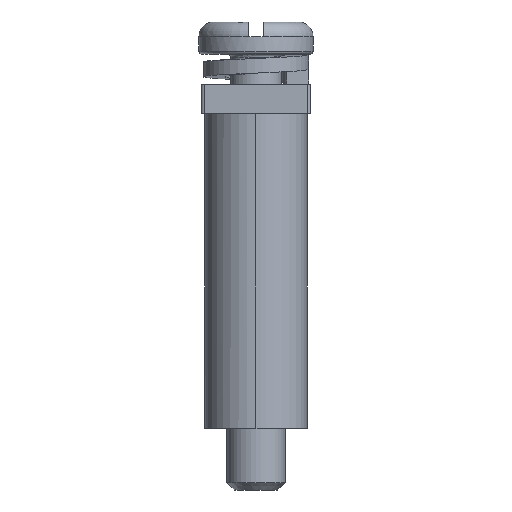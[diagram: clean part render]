
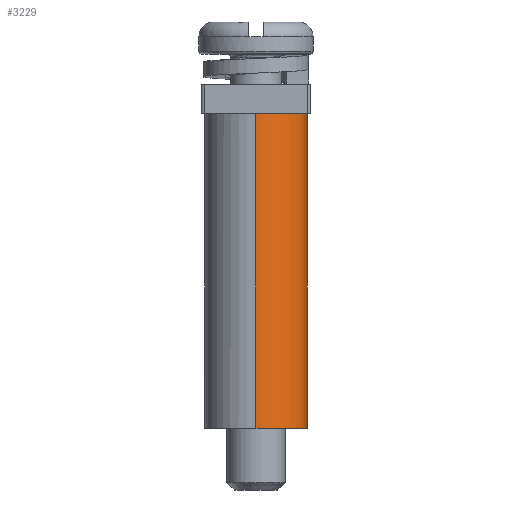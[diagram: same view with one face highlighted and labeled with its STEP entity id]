
A CAD part, left-side view. The second image highlights one B-rep face of the part: STEP entity #3229.
In plain terms, the highlighted cylindrical face has radius 3.5 mm (diameter 7 mm), a partial arc.
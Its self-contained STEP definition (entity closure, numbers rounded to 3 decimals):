
#3190=AXIS2_PLACEMENT_3D('Cylinder Axis2P3D',#3187,#3188,#3189) ;
#3218=AXIS2_PLACEMENT_3D('Circle Axis2P3D',#3216,#3217,$) ;
#2662=CARTESIAN_POINT('Control Point',(7.4,3.9,25.726)) ;
#2663=CARTESIAN_POINT('Control Point',(7.4,3.533,25.726)) ;
#2664=CARTESIAN_POINT('Control Point',(7.352,3.167,25.726)) ;
#2665=CARTESIAN_POINT('Control Point',(7.256,2.809,25.726)) ;
#2666=CARTESIAN_POINT('Control Point',(6.972,2.126,25.726)) ;
#2667=CARTESIAN_POINT('Control Point',(6.523,1.539,25.726)) ;
#2668=CARTESIAN_POINT('Control Point',(6.26,1.276,25.726)) ;
#2669=CARTESIAN_POINT('Control Point',(5.673,0.827,25.726)) ;
#2670=CARTESIAN_POINT('Control Point',(4.991,0.544,25.726)) ;
#2671=CARTESIAN_POINT('Control Point',(4.633,0.448,25.726)) ;
#2672=CARTESIAN_POINT('Control Point',(4.266,0.4,25.726)) ;
#2673=CARTESIAN_POINT('Control Point',(3.9,0.4,25.726)) ;
#2674=CARTESIAN_POINT('Vertex',(7.4,3.9,25.726)) ;
#2676=CARTESIAN_POINT('Vertex',(3.9,0.4,25.726)) ;
#2708=CARTESIAN_POINT('Vertex',(0.4,3.9,25.726)) ;
#2712=CARTESIAN_POINT('Control Point',(3.9,0.4,25.726)) ;
#2713=CARTESIAN_POINT('Control Point',(3.533,0.4,25.726)) ;
#2714=CARTESIAN_POINT('Control Point',(3.167,0.448,25.726)) ;
#2715=CARTESIAN_POINT('Control Point',(2.809,0.544,25.726)) ;
#2716=CARTESIAN_POINT('Control Point',(2.126,0.828,25.726)) ;
#2717=CARTESIAN_POINT('Control Point',(1.539,1.277,25.726)) ;
#2718=CARTESIAN_POINT('Control Point',(1.276,1.54,25.726)) ;
#2719=CARTESIAN_POINT('Control Point',(0.827,2.127,25.726)) ;
#2720=CARTESIAN_POINT('Control Point',(0.544,2.809,25.726)) ;
#2721=CARTESIAN_POINT('Control Point',(0.448,3.167,25.726)) ;
#2722=CARTESIAN_POINT('Control Point',(0.4,3.534,25.726)) ;
#2723=CARTESIAN_POINT('Control Point',(0.4,3.9,25.726)) ;
#3187=CARTESIAN_POINT('Axis2P3D Location',(3.9,3.9,25.726)) ;
#3192=CARTESIAN_POINT('Line Origine',(7.4,3.9,25.726)) ;
#3196=CARTESIAN_POINT('Vertex',(7.4,3.9,4.226)) ;
#3199=CARTESIAN_POINT('Line Origine',(0.4,3.9,25.726)) ;
#3203=CARTESIAN_POINT('Vertex',(0.4,3.9,4.226)) ;
#3207=CARTESIAN_POINT('Control Point',(3.9,0.4,4.226)) ;
#3208=CARTESIAN_POINT('Control Point',(2.8,0.4,4.226)) ;
#3209=CARTESIAN_POINT('Control Point',(1.7,0.831,4.226)) ;
#3210=CARTESIAN_POINT('Control Point',(0.831,1.7,4.226)) ;
#3211=CARTESIAN_POINT('Control Point',(0.4,2.8,4.226)) ;
#3212=CARTESIAN_POINT('Control Point',(0.4,3.9,4.226)) ;
#3213=CARTESIAN_POINT('Vertex',(3.9,0.4,4.226)) ;
#3216=CARTESIAN_POINT('Axis2P3D Location',(3.9,3.9,4.226)) ;
#3188=DIRECTION('Axis2P3D Direction',(0.,0.,-1.)) ;
#3189=DIRECTION('Axis2P3D XDirection',(1.,0.,0.)) ;
#3193=DIRECTION('Vector Direction',(0.,0.,-1.)) ;
#3200=DIRECTION('Vector Direction',(0.,0.,-1.)) ;
#3217=DIRECTION('Axis2P3D Direction',(0.,0.,-1.)) ;
#3194=VECTOR('Line Direction',#3193,1.) ;
#3201=VECTOR('Line Direction',#3200,1.) ;
#3222=ORIENTED_EDGE('',*,*,#3198,.T.) ;
#3223=ORIENTED_EDGE('',*,*,#2678,.T.) ;
#3224=ORIENTED_EDGE('',*,*,#2724,.T.) ;
#3225=ORIENTED_EDGE('',*,*,#3205,.T.) ;
#3226=ORIENTED_EDGE('',*,*,#3215,.F.) ;
#3227=ORIENTED_EDGE('',*,*,#3220,.F.) ;
#3229=ADVANCED_FACE('4 WAY Shorting Link STH6',(#3228),#3191,.T.) ;
#2661=B_SPLINE_CURVE_WITH_KNOTS('',5,(#2662,#2663,#2664,#2665,#2666,#2667,#2668,#2669,#2670,#2671,#2672,#2673),.UNSPECIFIED.,.F.,.U.,(6,3,3,6),(0.,2.6,5.199,7.797),.UNSPECIFIED.) ;
#2711=B_SPLINE_CURVE_WITH_KNOTS('',5,(#2712,#2713,#2714,#2715,#2716,#2717,#2718,#2719,#2720,#2721,#2722,#2723),.UNSPECIFIED.,.F.,.U.,(6,3,3,6),(0.,2.6,5.199,7.797),.UNSPECIFIED.) ;
#3206=B_SPLINE_CURVE_WITH_KNOTS('',5,(#3207,#3208,#3209,#3210,#3211,#3212),.UNSPECIFIED.,.F.,.U.,(6,6),(-2.749,2.749),.UNSPECIFIED.) ;
#3219=CIRCLE('generated circle',#3218,3.5) ;
#3191=CYLINDRICAL_SURFACE('generated cylinder',#3190,3.5) ;
#2678=EDGE_CURVE('',#2675,#2677,#2661,.T.) ;
#2724=EDGE_CURVE('',#2677,#2709,#2711,.T.) ;
#3198=EDGE_CURVE('',#3197,#2675,#3195,.F.) ;
#3205=EDGE_CURVE('',#2709,#3204,#3202,.T.) ;
#3215=EDGE_CURVE('',#3214,#3204,#3206,.T.) ;
#3220=EDGE_CURVE('',#3197,#3214,#3219,.T.) ;
#3221=EDGE_LOOP('',(#3222,#3223,#3224,#3225,#3226,#3227)) ;
#3228=FACE_OUTER_BOUND('',#3221,.T.) ;
#3195=LINE('Line',#3192,#3194) ;
#3202=LINE('Line',#3199,#3201) ;
#2675=VERTEX_POINT('',#2674) ;
#2677=VERTEX_POINT('',#2676) ;
#2709=VERTEX_POINT('',#2708) ;
#3197=VERTEX_POINT('',#3196) ;
#3204=VERTEX_POINT('',#3203) ;
#3214=VERTEX_POINT('',#3213) ;
